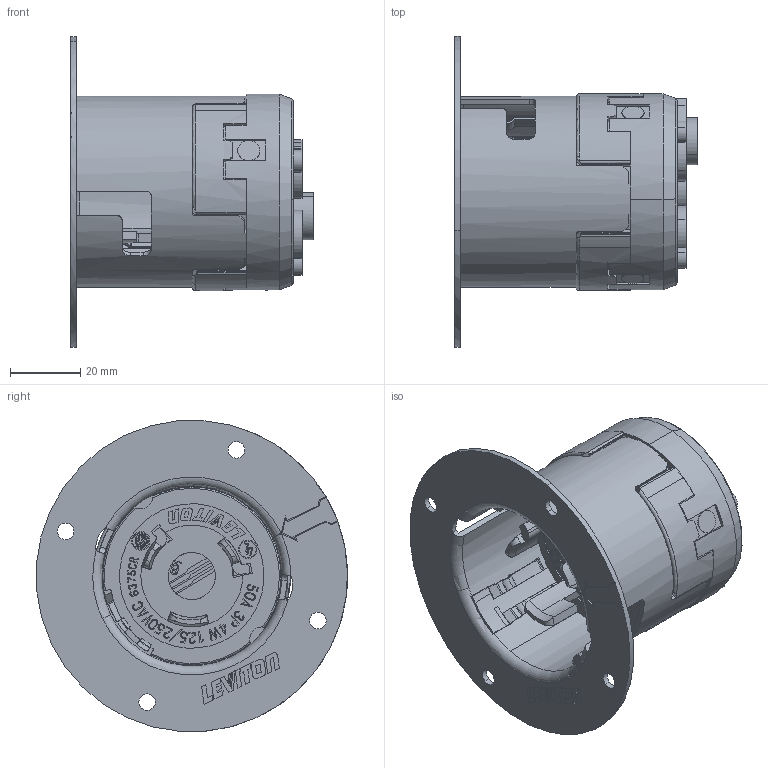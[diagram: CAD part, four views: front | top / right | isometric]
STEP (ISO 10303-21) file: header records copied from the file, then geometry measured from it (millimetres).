
FILE_DESCRIPTION (( 'STEP AP214' ), '1' );
FILE_NAME ('CATSTD-06375-0CR-M01.STEP', '2022-07-25T15:20:56', ( '' ), ( '' ), 'SwSTEP 2.0', 'SolidWorks 2020', '' );
FILE_SCHEMA (( 'AUTOMOTIVE_DESIGN' ));
Length unit declared in the file: inch
Products named in the file (1): CATSTD-06375-0CR-M01
Bounding box: 69.18 x 88.75 x 88.63 mm (x, y, z)
Volume: 95828.9 mm3; surface area: 36348.8 mm2
Topology: 1 solids, 1 shells, 1179 faces, 3315 edges, 2188 vertices
Faces by surface type: plane 763, cylinder 346, torus 43, cone 21, bspline 6
Full cylindrical faces by diameter (mm): 54.585 x1
Entity records: 54949 total; most frequent: CARTESIAN_POINT 9257, ORIENTED_EDGE 6626, DIRECTION 6202, EDGE_CURVE 3313, LINE 2196, VECTOR 2196, VERTEX_POINT 2187, AXIS2_PLACEMENT_3D 2003
